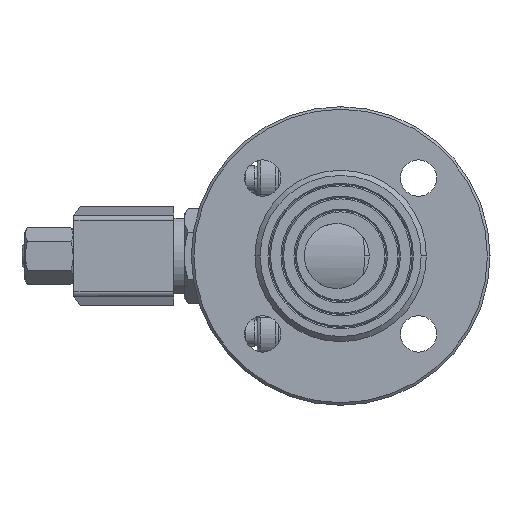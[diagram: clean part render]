
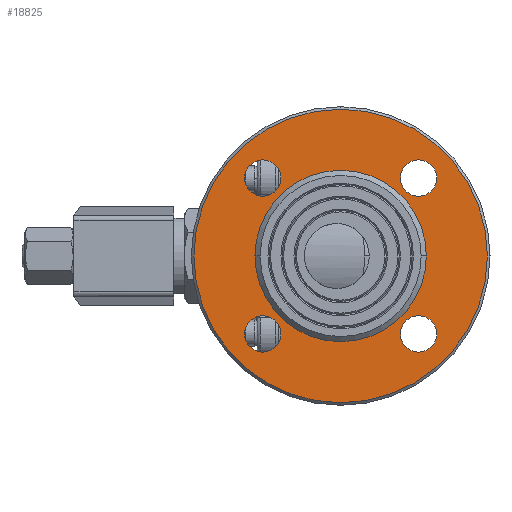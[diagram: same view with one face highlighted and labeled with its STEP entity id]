
A CAD part, left-side view. The second image highlights one B-rep face of the part: STEP entity #18825.
In plain terms, the highlighted planar face has unit normal (-1, 0, 0).
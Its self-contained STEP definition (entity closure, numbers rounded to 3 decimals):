
#400 = DIRECTION ( 'NONE',  ( 1., 0., 0. ) ) ;
#912 = CARTESIAN_POINT ( 'NONE',  ( -68., 10.2, 0. ) ) ;
#2245 = CARTESIAN_POINT ( 'NONE',  ( -68., 7.2, 23. ) ) ;
#2754 = AXIS2_PLACEMENT_3D ( 'NONE', #105946, #105842, #105741 ) ;
#3420 = EDGE_CURVE ( 'NONE', #65167, #17851, #104688, .T. ) ;
#3429 = DIRECTION ( 'NONE',  ( 0., 0., -1. ) ) ;
#3543 = DIRECTION ( 'NONE',  ( 1., 0., 0. ) ) ;
#3601 = DIRECTION ( 'NONE',  ( 1., 0., 0. ) ) ;
#3672 = CARTESIAN_POINT ( 'NONE',  ( -68., -52.8, -30. ) ) ;
#3762 = DIRECTION ( 'NONE',  ( 0., 0., -1. ) ) ;
#3774 = EDGE_CURVE ( 'NONE', #85175, #84952, #72198, .T. ) ;
#5214 = DIRECTION ( 'NONE',  ( 1., 0., 0. ) ) ;
#5460 = CARTESIAN_POINT ( 'NONE',  ( -68., -22.8, 56.5 ) ) ;
#6029 = CIRCLE ( 'NONE', #24727, 7. ) ;
#7851 = CARTESIAN_POINT ( 'NONE',  ( -68., 7.2, -23. ) ) ;
#8318 = AXIS2_PLACEMENT_3D ( 'NONE', #58219, #5214, #66984 ) ;
#8482 = ORIENTED_EDGE ( 'NONE', *, *, #3774, .F. ) ;
#10214 = AXIS2_PLACEMENT_3D ( 'NONE', #76707, #24136, #85510 ) ;
#10695 = EDGE_CURVE ( 'NONE', #40873, #63678, #106761, .T. ) ;
#10788 = FACE_OUTER_BOUND ( 'NONE', #89095, .T. ) ;
#11029 = CARTESIAN_POINT ( 'NONE',  ( -68., 7.2, 37. ) ) ;
#11187 = CARTESIAN_POINT ( 'NONE',  ( -68., -52.8, 37. ) ) ;
#11288 = ORIENTED_EDGE ( 'NONE', *, *, #34242, .T. ) ;
#11376 = DIRECTION ( 'NONE',  ( 0., 0., -1. ) ) ;
#11477 = DIRECTION ( 'NONE',  ( 1., 0., 0. ) ) ;
#11499 = CARTESIAN_POINT ( 'NONE',  ( -68., 7.2, -30. ) ) ;
#13398 = DIRECTION ( 'NONE',  ( 0., 0., -1. ) ) ;
#13489 = DIRECTION ( 'NONE',  ( 1., 0., 0. ) ) ;
#13516 = CARTESIAN_POINT ( 'NONE',  ( -68., 7.2, 30. ) ) ;
#13570 = FACE_BOUND ( 'NONE', #99891, .T. ) ;
#13683 = ORIENTED_EDGE ( 'NONE', *, *, #102831, .T. ) ;
#13950 = ORIENTED_EDGE ( 'NONE', *, *, #94541, .T. ) ;
#17851 = VERTEX_POINT ( 'NONE', #2245 ) ;
#18825 = ADVANCED_FACE ( 'NONE', ( #10788, #57762, #34425, #81089, #104077, #13570 ), #38640, .F. ) ;
#20032 = EDGE_CURVE ( 'NONE', #74460, #82921, #67304, .T. ) ;
#22314 = CARTESIAN_POINT ( 'NONE',  ( -68., -52.8, -37. ) ) ;
#24136 = DIRECTION ( 'NONE',  ( -1., 0., 0. ) ) ;
#24727 = AXIS2_PLACEMENT_3D ( 'NONE', #108798, #56783, #3762 ) ;
#25040 = AXIS2_PLACEMENT_3D ( 'NONE', #13516, #13489, #13398 ) ;
#27623 = ORIENTED_EDGE ( 'NONE', *, *, #74372, .F. ) ;
#28637 = DIRECTION ( 'NONE',  ( 1., 0., 0. ) ) ;
#34242 = EDGE_CURVE ( 'NONE', #71759, #53885, #102737, .T. ) ;
#34425 = FACE_BOUND ( 'NONE', #89177, .T. ) ;
#37160 = DIRECTION ( 'NONE',  ( 0., 0., -1. ) ) ;
#37302 = DIRECTION ( 'NONE',  ( 1., 0., 0. ) ) ;
#37399 = CARTESIAN_POINT ( 'NONE',  ( -68., 35.96, 58.76 ) ) ;
#37753 = EDGE_CURVE ( 'NONE', #82921, #74460, #63426, .T. ) ;
#38640 = PLANE ( 'NONE',  #93683 ) ;
#40873 = VERTEX_POINT ( 'NONE', #45247 ) ;
#41979 = CIRCLE ( 'NONE', #92101, 56.5 ) ;
#44744 = EDGE_CURVE ( 'NONE', #17851, #65167, #6029, .T. ) ;
#45247 = CARTESIAN_POINT ( 'NONE',  ( -68., 7.2, -37. ) ) ;
#49030 = DIRECTION ( 'NONE',  ( 0., 0., -1. ) ) ;
#49173 = DIRECTION ( 'NONE',  ( 1., 0., 0. ) ) ;
#49432 = CARTESIAN_POINT ( 'NONE',  ( -68., -52.8, 30. ) ) ;
#52358 = ORIENTED_EDGE ( 'NONE', *, *, #20032, .T. ) ;
#53438 = CARTESIAN_POINT ( 'NONE',  ( -68., -22.8, 0. ) ) ;
#53885 = VERTEX_POINT ( 'NONE', #73054 ) ;
#56431 = EDGE_LOOP ( 'NONE', ( #8482, #74908 ) ) ;
#56613 = CARTESIAN_POINT ( 'NONE',  ( -68., -22.8, 0. ) ) ;
#56783 = DIRECTION ( 'NONE',  ( 1., 0., 0. ) ) ;
#57762 = FACE_BOUND ( 'NONE', #56431, .T. ) ;
#58219 = CARTESIAN_POINT ( 'NONE',  ( -68., -52.8, 30. ) ) ;
#58849 = CIRCLE ( 'NONE', #10214, 33. ) ;
#62300 = DIRECTION ( 'NONE',  ( 0., 0., -1. ) ) ;
#62890 = AXIS2_PLACEMENT_3D ( 'NONE', #11499, #11477, #11376 ) ;
#63426 = CIRCLE ( 'NONE', #71984, 7. ) ;
#63678 = VERTEX_POINT ( 'NONE', #7851 ) ;
#65167 = VERTEX_POINT ( 'NONE', #11029 ) ;
#65412 = DIRECTION ( 'NONE',  ( 0., 0., -1. ) ) ;
#66984 = DIRECTION ( 'NONE',  ( 0., 0., -1. ) ) ;
#67304 = CIRCLE ( 'NONE', #110287, 7. ) ;
#67660 = CIRCLE ( 'NONE', #75486, 7. ) ;
#70687 = ORIENTED_EDGE ( 'NONE', *, *, #44744, .T. ) ;
#71759 = VERTEX_POINT ( 'NONE', #11187 ) ;
#71984 = AXIS2_PLACEMENT_3D ( 'NONE', #72114, #74714, #78695 ) ;
#72114 = CARTESIAN_POINT ( 'NONE',  ( -68., -52.8, -30. ) ) ;
#72198 = CIRCLE ( 'NONE', #2754, 33. ) ;
#72677 = CARTESIAN_POINT ( 'NONE',  ( -68., -52.8, -23. ) ) ;
#72826 = VERTEX_POINT ( 'NONE', #5460 ) ;
#72850 = EDGE_LOOP ( 'NONE', ( #70687, #112201 ) ) ;
#73054 = CARTESIAN_POINT ( 'NONE',  ( -68., -52.8, 23. ) ) ;
#73125 = AXIS2_PLACEMENT_3D ( 'NONE', #49432, #49173, #49030 ) ;
#73371 = EDGE_CURVE ( 'NONE', #81457, #72826, #103679, .T. ) ;
#74372 = EDGE_CURVE ( 'NONE', #72826, #81457, #41979, .T. ) ;
#74460 = VERTEX_POINT ( 'NONE', #22314 ) ;
#74714 = DIRECTION ( 'NONE',  ( 1., 0., 0. ) ) ;
#74908 = ORIENTED_EDGE ( 'NONE', *, *, #90556, .F. ) ;
#75486 = AXIS2_PLACEMENT_3D ( 'NONE', #81185, #28637, #89861 ) ;
#75837 = CIRCLE ( 'NONE', #8318, 7. ) ;
#76707 = CARTESIAN_POINT ( 'NONE',  ( -68., -22.8, 0. ) ) ;
#78695 = DIRECTION ( 'NONE',  ( 0., 0., -1. ) ) ;
#81089 = FACE_BOUND ( 'NONE', #85156, .T. ) ;
#81185 = CARTESIAN_POINT ( 'NONE',  ( -68., 7.2, -30. ) ) ;
#81342 = ORIENTED_EDGE ( 'NONE', *, *, #73371, .F. ) ;
#81457 = VERTEX_POINT ( 'NONE', #99155 ) ;
#82921 = VERTEX_POINT ( 'NONE', #72677 ) ;
#84952 = VERTEX_POINT ( 'NONE', #104591 ) ;
#85156 = EDGE_LOOP ( 'NONE', ( #13950, #11288 ) ) ;
#85175 = VERTEX_POINT ( 'NONE', #912 ) ;
#85510 = DIRECTION ( 'NONE',  ( 0., 1., 0. ) ) ;
#89095 = EDGE_LOOP ( 'NONE', ( #81342, #27623 ) ) ;
#89177 = EDGE_LOOP ( 'NONE', ( #52358, #92627 ) ) ;
#89861 = DIRECTION ( 'NONE',  ( 0., 0., -1. ) ) ;
#90556 = EDGE_CURVE ( 'NONE', #84952, #85175, #58849, .T. ) ;
#92101 = AXIS2_PLACEMENT_3D ( 'NONE', #56613, #3601, #65412 ) ;
#92627 = ORIENTED_EDGE ( 'NONE', *, *, #37753, .T. ) ;
#93683 = AXIS2_PLACEMENT_3D ( 'NONE', #37399, #37302, #37160 ) ;
#94541 = EDGE_CURVE ( 'NONE', #53885, #71759, #75837, .T. ) ;
#99155 = CARTESIAN_POINT ( 'NONE',  ( -68., -22.8, -56.5 ) ) ;
#99891 = EDGE_LOOP ( 'NONE', ( #109856, #13683 ) ) ;
#100666 = AXIS2_PLACEMENT_3D ( 'NONE', #53438, #400, #62300 ) ;
#102737 = CIRCLE ( 'NONE', #73125, 7. ) ;
#102831 = EDGE_CURVE ( 'NONE', #63678, #40873, #67660, .T. ) ;
#103679 = CIRCLE ( 'NONE', #100666, 56.5 ) ;
#104077 = FACE_BOUND ( 'NONE', #72850, .T. ) ;
#104591 = CARTESIAN_POINT ( 'NONE',  ( -68., -55.8, 0. ) ) ;
#104688 = CIRCLE ( 'NONE', #25040, 7. ) ;
#105741 = DIRECTION ( 'NONE',  ( 0., 1., 0. ) ) ;
#105842 = DIRECTION ( 'NONE',  ( -1., 0., 0. ) ) ;
#105946 = CARTESIAN_POINT ( 'NONE',  ( -68., -22.8, 0. ) ) ;
#106761 = CIRCLE ( 'NONE', #62890, 7. ) ;
#108798 = CARTESIAN_POINT ( 'NONE',  ( -68., 7.2, 30. ) ) ;
#109856 = ORIENTED_EDGE ( 'NONE', *, *, #10695, .T. ) ;
#110287 = AXIS2_PLACEMENT_3D ( 'NONE', #3672, #3543, #3429 ) ;
#112201 = ORIENTED_EDGE ( 'NONE', *, *, #3420, .T. ) ;
